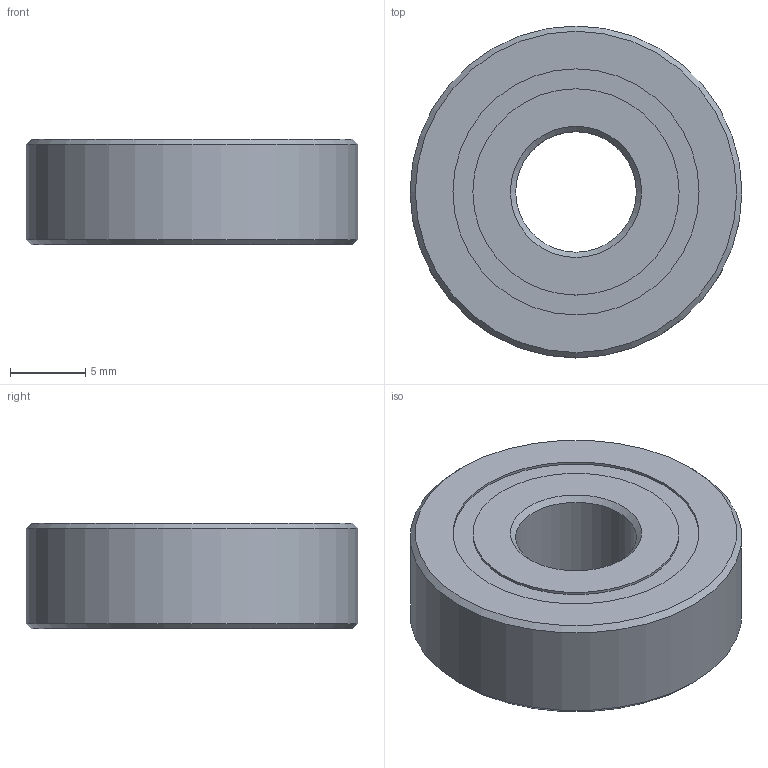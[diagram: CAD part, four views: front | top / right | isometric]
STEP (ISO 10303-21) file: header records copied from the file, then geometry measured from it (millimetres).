
FILE_DESCRIPTION(/* description */ (''),/* implementation_level */ '2;1');
FILE_NAME(/* name */ 'MM-5972K501-BallBearing-608.step',/* time_stamp */ '2022-11-18T00:16:08-05:00',/* author */ (''),/* organization */ (''),/* preprocessor_version */ 'ST-DEVELOPER v19.2',/* originating_system */ 'Autodesk Translation Framework v11.17.0.187',/* authorisation */ '');
FILE_SCHEMA (('AUTOMOTIVE_DESIGN { 1 0 10303 214 3 1 1 }'));
Length unit declared in the file: millimetre
Products named in the file (1): 5972K501_Ball Bearing
Bounding box: 22 x 22 x 7 mm (x, y, z)
Volume: 2090.1 mm3; surface area: 2882.9 mm2
Topology: 16 solids, 16 shells, 36 faces, 78 edges, 50 vertices
Faces by surface type: sphere 12, cylinder 10, plane 8, cone 4, torus 2
Full cylindrical faces by diameter (mm): 8 x1, 13.681 x4, 16.319 x4, 22 x1
Entity records: 908 total; most frequent: DIRECTION 168, CARTESIAN_POINT 141, ORIENTED_EDGE 108, AXIS2_PLACEMENT_3D 77, EDGE_CURVE 54, VERTEX_POINT 50, EDGE_LOOP 44, CIRCLE 40
